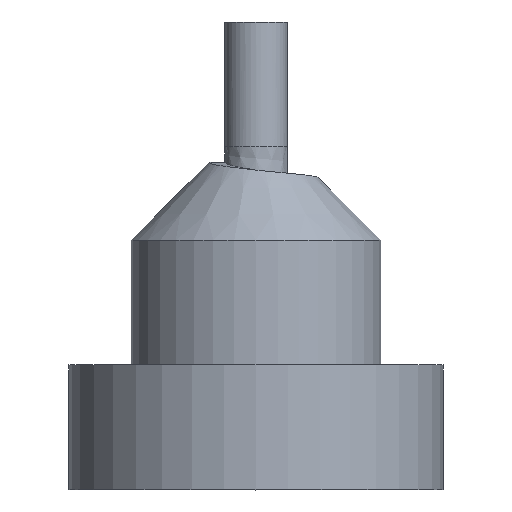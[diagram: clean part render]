
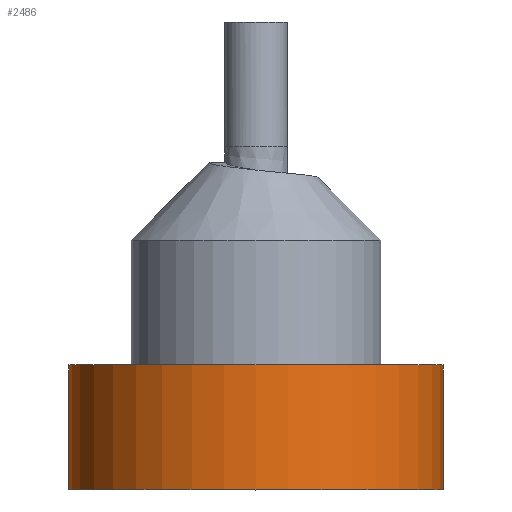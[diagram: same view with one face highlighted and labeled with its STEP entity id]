
A CAD part, top view. The second image highlights one B-rep face of the part: STEP entity #2486.
In plain terms, the highlighted cylindrical face has radius 38.1 mm (diameter 76.2 mm), a partial arc.
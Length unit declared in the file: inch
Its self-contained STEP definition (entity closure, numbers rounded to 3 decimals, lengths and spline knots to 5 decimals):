
#13 = EDGE_CURVE ( 'NONE', #1692, #5111, #2812, .T. ) ;
#32 = DIRECTION ( 'NONE',  ( 0., 0., -1. ) ) ;
#606 = AXIS2_PLACEMENT_3D ( 'NONE', #5896, #972, #4877 ) ;
#863 = EDGE_LOOP ( 'NONE', ( #2913, #3382, #1960, #5621 ) ) ;
#915 = AXIS2_PLACEMENT_3D ( 'NONE', #2665, #2085, #3138 ) ;
#972 = DIRECTION ( 'NONE',  ( 0., 0., -1. ) ) ;
#1099 = CARTESIAN_POINT ( 'NONE',  ( 1.5, 0., 0.74145 ) ) ;
#1374 = DIRECTION ( 'NONE',  ( 0., 0., -1. ) ) ;
#1511 = DIRECTION ( 'NONE',  ( 0., 0., -1. ) ) ;
#1692 = VERTEX_POINT ( 'NONE', #1781 ) ;
#1767 = VERTEX_POINT ( 'NONE', #4280 ) ;
#1781 = CARTESIAN_POINT ( 'NONE',  ( -1.5, 0., 1. ) ) ;
#1914 = CARTESIAN_POINT ( 'NONE',  ( -1.5, 0., 0.74145 ) ) ;
#1960 = ORIENTED_EDGE ( 'NONE', *, *, #13, .T. ) ;
#1966 = FACE_OUTER_BOUND ( 'NONE', #863, .T. ) ;
#2085 = DIRECTION ( 'NONE',  ( 0., 0., -1. ) ) ;
#2440 = EDGE_CURVE ( 'NONE', #1767, #3552, #5473, .T. ) ;
#2486 = ADVANCED_FACE ( 'NONE', ( #1966 ), #5381, .T. ) ;
#2657 = VECTOR ( 'NONE', #32, 39.37008 ) ;
#2665 = CARTESIAN_POINT ( 'NONE',  ( 0., 0., 1. ) ) ;
#2812 = LINE ( 'NONE', #1914, #3231 ) ;
#2913 = ORIENTED_EDGE ( 'NONE', *, *, #2440, .F. ) ;
#3138 = DIRECTION ( 'NONE',  ( -1., 0., 0. ) ) ;
#3231 = VECTOR ( 'NONE', #1374, 39.37008 ) ;
#3382 = ORIENTED_EDGE ( 'NONE', *, *, #3706, .T. ) ;
#3552 = VERTEX_POINT ( 'NONE', #4400 ) ;
#3706 = EDGE_CURVE ( 'NONE', #1767, #1692, #5609, .T. ) ;
#3850 = CARTESIAN_POINT ( 'NONE',  ( 0., 0., 0. ) ) ;
#3920 = DIRECTION ( 'NONE',  ( -1., 0., 0. ) ) ;
#4280 = CARTESIAN_POINT ( 'NONE',  ( 1.5, 0., 1. ) ) ;
#4283 = CARTESIAN_POINT ( 'NONE',  ( -1.5, 0., 0. ) ) ;
#4400 = CARTESIAN_POINT ( 'NONE',  ( 1.5, 0., 0. ) ) ;
#4877 = DIRECTION ( 'NONE',  ( -1., 0., 0. ) ) ;
#5073 = CIRCLE ( 'NONE', #5687, 1.5 ) ;
#5111 = VERTEX_POINT ( 'NONE', #4283 ) ;
#5381 = CYLINDRICAL_SURFACE ( 'NONE', #606, 1.5 ) ;
#5473 = LINE ( 'NONE', #1099, #2657 ) ;
#5609 = CIRCLE ( 'NONE', #915, 1.5 ) ;
#5612 = EDGE_CURVE ( 'NONE', #3552, #5111, #5073, .T. ) ;
#5621 = ORIENTED_EDGE ( 'NONE', *, *, #5612, .F. ) ;
#5687 = AXIS2_PLACEMENT_3D ( 'NONE', #3850, #1511, #3920 ) ;
#5896 = CARTESIAN_POINT ( 'NONE',  ( 0., 0., 0.74145 ) ) ;
